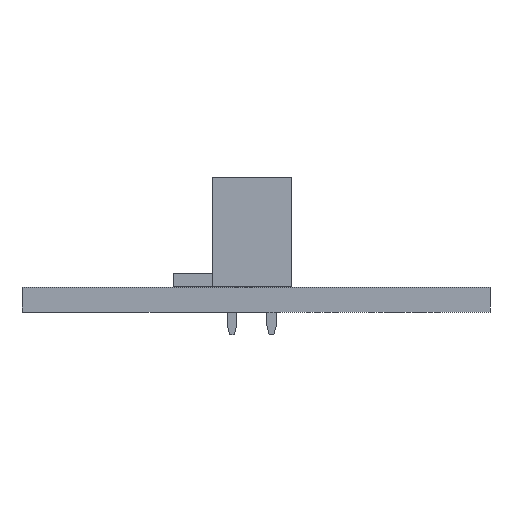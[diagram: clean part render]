
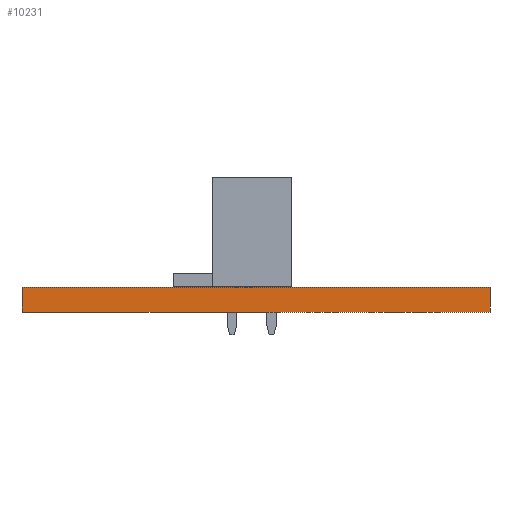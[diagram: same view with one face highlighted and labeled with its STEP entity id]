
A CAD part, left-side view. The second image highlights one B-rep face of the part: STEP entity #10231.
In plain terms, the highlighted planar face has unit normal (-1, 0, 0).
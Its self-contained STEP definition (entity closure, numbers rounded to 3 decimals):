
#10231 = ADVANCED_FACE('',(#10232),#10246,.T.);
#10232 = FACE_BOUND('',#10233,.T.);
#10233 = EDGE_LOOP('',(#10234,#10269,#10297,#10325));
#10234 = ORIENTED_EDGE('',*,*,#10235,.T.);
#10235 = EDGE_CURVE('',#10236,#10238,#10240,.T.);
#10236 = VERTEX_POINT('',#10237);
#10237 = CARTESIAN_POINT('',(130.,-115.,0.));
#10238 = VERTEX_POINT('',#10239);
#10239 = CARTESIAN_POINT('',(130.,-115.,1.6));
#10240 = SURFACE_CURVE('',#10241,(#10245,#10257),.PCURVE_S1.);
#10241 = LINE('',#10242,#10243);
#10242 = CARTESIAN_POINT('',(130.,-115.,0.));
#10243 = VECTOR('',#10244,1.);
#10244 = DIRECTION('',(0.,0.,1.));
#10245 = PCURVE('',#10246,#10251);
#10246 = PLANE('',#10247);
#10247 = AXIS2_PLACEMENT_3D('',#10248,#10249,#10250);
#10248 = CARTESIAN_POINT('',(130.,-115.,0.));
#10249 = DIRECTION('',(-1.,0.,0.));
#10250 = DIRECTION('',(0.,1.,0.));
#10251 = DEFINITIONAL_REPRESENTATION('',(#10252),#10256);
#10252 = LINE('',#10253,#10254);
#10253 = CARTESIAN_POINT('',(0.,0.));
#10254 = VECTOR('',#10255,1.);
#10255 = DIRECTION('',(0.,-1.));
#10256 = ( GEOMETRIC_REPRESENTATION_CONTEXT(2) 
PARAMETRIC_REPRESENTATION_CONTEXT() REPRESENTATION_CONTEXT('2D SPACE',''
  ) );
#10257 = PCURVE('',#10258,#10263);
#10258 = PLANE('',#10259);
#10259 = AXIS2_PLACEMENT_3D('',#10260,#10261,#10262);
#10260 = CARTESIAN_POINT('',(160.,-115.,0.));
#10261 = DIRECTION('',(0.,-1.,0.));
#10262 = DIRECTION('',(-1.,0.,0.));
#10263 = DEFINITIONAL_REPRESENTATION('',(#10264),#10268);
#10264 = LINE('',#10265,#10266);
#10265 = CARTESIAN_POINT('',(30.,0.));
#10266 = VECTOR('',#10267,1.);
#10267 = DIRECTION('',(0.,-1.));
#10268 = ( GEOMETRIC_REPRESENTATION_CONTEXT(2) 
PARAMETRIC_REPRESENTATION_CONTEXT() REPRESENTATION_CONTEXT('2D SPACE',''
  ) );
#10269 = ORIENTED_EDGE('',*,*,#10270,.T.);
#10270 = EDGE_CURVE('',#10238,#10271,#10273,.T.);
#10271 = VERTEX_POINT('',#10272);
#10272 = CARTESIAN_POINT('',(130.,-85.,1.6));
#10273 = SURFACE_CURVE('',#10274,(#10278,#10285),.PCURVE_S1.);
#10274 = LINE('',#10275,#10276);
#10275 = CARTESIAN_POINT('',(130.,-115.,1.6));
#10276 = VECTOR('',#10277,1.);
#10277 = DIRECTION('',(0.,1.,0.));
#10278 = PCURVE('',#10246,#10279);
#10279 = DEFINITIONAL_REPRESENTATION('',(#10280),#10284);
#10280 = LINE('',#10281,#10282);
#10281 = CARTESIAN_POINT('',(0.,-1.6));
#10282 = VECTOR('',#10283,1.);
#10283 = DIRECTION('',(1.,0.));
#10284 = ( GEOMETRIC_REPRESENTATION_CONTEXT(2) 
PARAMETRIC_REPRESENTATION_CONTEXT() REPRESENTATION_CONTEXT('2D SPACE',''
  ) );
#10285 = PCURVE('',#10286,#10291);
#10286 = PLANE('',#10287);
#10287 = AXIS2_PLACEMENT_3D('',#10288,#10289,#10290);
#10288 = CARTESIAN_POINT('',(145.,-100.,1.6));
#10289 = DIRECTION('',(-0.,-0.,-1.));
#10290 = DIRECTION('',(-1.,0.,0.));
#10291 = DEFINITIONAL_REPRESENTATION('',(#10292),#10296);
#10292 = LINE('',#10293,#10294);
#10293 = CARTESIAN_POINT('',(15.,-15.));
#10294 = VECTOR('',#10295,1.);
#10295 = DIRECTION('',(0.,1.));
#10296 = ( GEOMETRIC_REPRESENTATION_CONTEXT(2) 
PARAMETRIC_REPRESENTATION_CONTEXT() REPRESENTATION_CONTEXT('2D SPACE',''
  ) );
#10297 = ORIENTED_EDGE('',*,*,#10298,.F.);
#10298 = EDGE_CURVE('',#10299,#10271,#10301,.T.);
#10299 = VERTEX_POINT('',#10300);
#10300 = CARTESIAN_POINT('',(130.,-85.,0.));
#10301 = SURFACE_CURVE('',#10302,(#10306,#10313),.PCURVE_S1.);
#10302 = LINE('',#10303,#10304);
#10303 = CARTESIAN_POINT('',(130.,-85.,0.));
#10304 = VECTOR('',#10305,1.);
#10305 = DIRECTION('',(0.,0.,1.));
#10306 = PCURVE('',#10246,#10307);
#10307 = DEFINITIONAL_REPRESENTATION('',(#10308),#10312);
#10308 = LINE('',#10309,#10310);
#10309 = CARTESIAN_POINT('',(30.,0.));
#10310 = VECTOR('',#10311,1.);
#10311 = DIRECTION('',(0.,-1.));
#10312 = ( GEOMETRIC_REPRESENTATION_CONTEXT(2) 
PARAMETRIC_REPRESENTATION_CONTEXT() REPRESENTATION_CONTEXT('2D SPACE',''
  ) );
#10313 = PCURVE('',#10314,#10319);
#10314 = PLANE('',#10315);
#10315 = AXIS2_PLACEMENT_3D('',#10316,#10317,#10318);
#10316 = CARTESIAN_POINT('',(130.,-85.,0.));
#10317 = DIRECTION('',(0.,1.,0.));
#10318 = DIRECTION('',(1.,0.,0.));
#10319 = DEFINITIONAL_REPRESENTATION('',(#10320),#10324);
#10320 = LINE('',#10321,#10322);
#10321 = CARTESIAN_POINT('',(0.,0.));
#10322 = VECTOR('',#10323,1.);
#10323 = DIRECTION('',(0.,-1.));
#10324 = ( GEOMETRIC_REPRESENTATION_CONTEXT(2) 
PARAMETRIC_REPRESENTATION_CONTEXT() REPRESENTATION_CONTEXT('2D SPACE',''
  ) );
#10325 = ORIENTED_EDGE('',*,*,#10326,.F.);
#10326 = EDGE_CURVE('',#10236,#10299,#10327,.T.);
#10327 = SURFACE_CURVE('',#10328,(#10332,#10339),.PCURVE_S1.);
#10328 = LINE('',#10329,#10330);
#10329 = CARTESIAN_POINT('',(130.,-115.,0.));
#10330 = VECTOR('',#10331,1.);
#10331 = DIRECTION('',(0.,1.,0.));
#10332 = PCURVE('',#10246,#10333);
#10333 = DEFINITIONAL_REPRESENTATION('',(#10334),#10338);
#10334 = LINE('',#10335,#10336);
#10335 = CARTESIAN_POINT('',(0.,0.));
#10336 = VECTOR('',#10337,1.);
#10337 = DIRECTION('',(1.,0.));
#10338 = ( GEOMETRIC_REPRESENTATION_CONTEXT(2) 
PARAMETRIC_REPRESENTATION_CONTEXT() REPRESENTATION_CONTEXT('2D SPACE',''
  ) );
#10339 = PCURVE('',#10340,#10345);
#10340 = PLANE('',#10341);
#10341 = AXIS2_PLACEMENT_3D('',#10342,#10343,#10344);
#10342 = CARTESIAN_POINT('',(145.,-100.,0.));
#10343 = DIRECTION('',(-0.,-0.,-1.));
#10344 = DIRECTION('',(-1.,0.,0.));
#10345 = DEFINITIONAL_REPRESENTATION('',(#10346),#10350);
#10346 = LINE('',#10347,#10348);
#10347 = CARTESIAN_POINT('',(15.,-15.));
#10348 = VECTOR('',#10349,1.);
#10349 = DIRECTION('',(0.,1.));
#10350 = ( GEOMETRIC_REPRESENTATION_CONTEXT(2) 
PARAMETRIC_REPRESENTATION_CONTEXT() REPRESENTATION_CONTEXT('2D SPACE',''
  ) );
